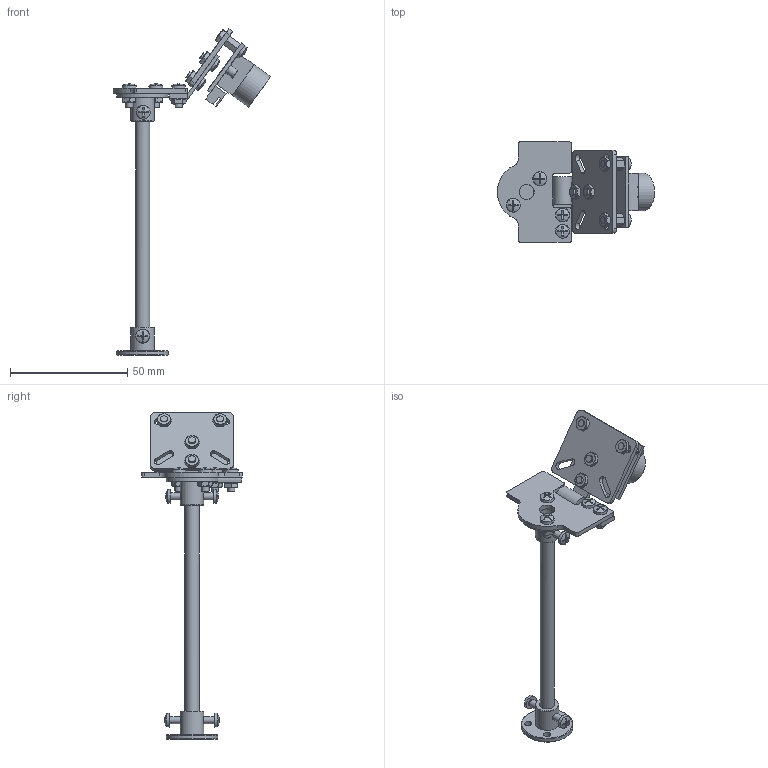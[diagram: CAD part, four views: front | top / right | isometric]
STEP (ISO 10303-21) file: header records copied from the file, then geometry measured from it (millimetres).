
FILE_DESCRIPTION( ('This file contains a STEP AP42 implementation' ,'as created by ZW3D STEP Interface translator.') ,'2;1' );
FILE_NAME( '1.stp' ,'23 620. 9 635', (''), ('ZWCAD Software Co.'), 'Version 1.0', 'ZW3D to STEP translator', '' );
FILE_SCHEMA(('AUTOMOTIVE_DESIGN { 1 0 10303 214 1 1 1 1 }'));
Length unit declared in the file: millimetre
Products named in the file (2): 0; 总装_CCD支架最终版本
Bounding box: 67.05 x 42.9 x 139.42 mm (x, y, z)
Volume: 17065.3 mm3; surface area: 14242.1 mm2
Topology: 1 solids, 11 shells, 708 faces, 1731 edges, 1096 vertices
Faces by surface type: plane 366, cone 177, cylinder 135, torus 12, sphere 12, bspline 6
Full cylindrical faces by diameter (mm): 2 x1, 2.5 x2, 3 x28, 3.2 x10, 3.5 x2, 6 x2, 6.3 x1, 6.5 x1, 8 x1, 10 x2, 16.1 x1, 22 x2
Entity records: 21877 total; most frequent: CARTESIAN_POINT 5352, ORIENTED_EDGE 3440, DIRECTION 3196, EDGE_CURVE 1719, AXIS2_PLACEMENT_3D 1276, VERTEX_POINT 1096, EDGE_LOOP 804, FACE_OUTER_BOUND 708
